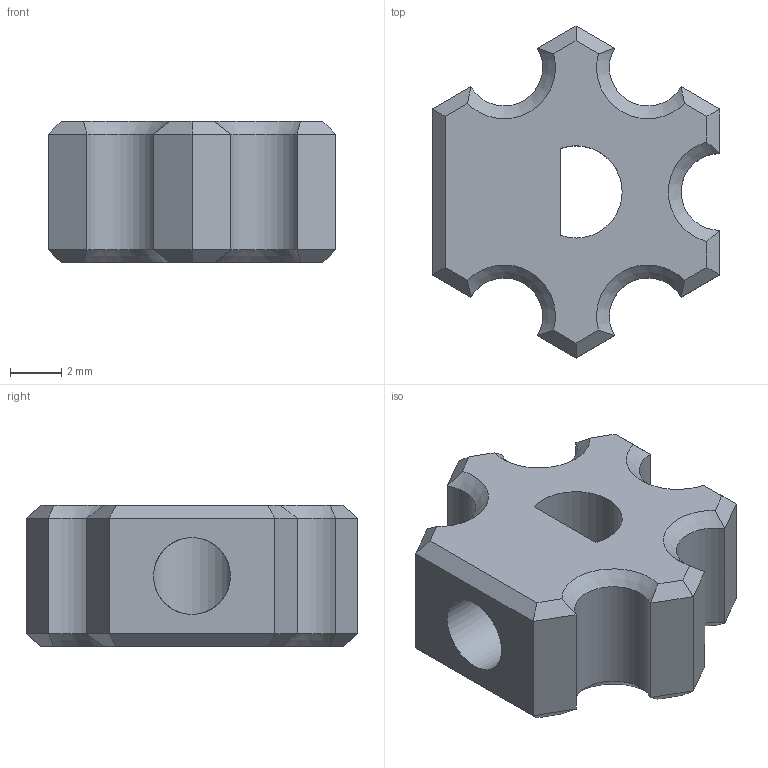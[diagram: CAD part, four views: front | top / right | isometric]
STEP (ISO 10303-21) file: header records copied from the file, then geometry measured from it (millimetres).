
FILE_DESCRIPTION(/* description */ (''),/* implementation_level */ '2;1');
FILE_NAME(/* name */ 'Hex Nut.step',/* time_stamp */ '2020-11-26T18:37:57-08:00',/* author */ (''),/* organization */ (''),/* preprocessor_version */ 'ST-DEVELOPER v18.1',/* originating_system */ 'Autodesk Translation Framework v9.3.0.1241',/* authorisation */ '');
FILE_SCHEMA (('AUTOMOTIVE_DESIGN { 1 0 10303 214 3 1 1 }'));
Length unit declared in the file: millimetre
Products named in the file (1): Hex Nut v5
Bounding box: 11.2 x 12.93 x 5.5 mm (x, y, z)
Volume: 413.9 mm3; surface area: 488.6 mm2
Topology: 1 solids, 1 shells, 54 faces, 138 edges, 86 vertices
Faces by surface type: plane 36, cone 10, cylinder 7, bspline 1
Full cylindrical faces by diameter (mm): 3 x1
Entity records: 1906 total; most frequent: CARTESIAN_POINT 613, ORIENTED_EDGE 276, DIRECTION 232, EDGE_CURVE 138, VERTEX_POINT 86, LINE 78, VECTOR 78, AXIS2_PLACEMENT_3D 77
